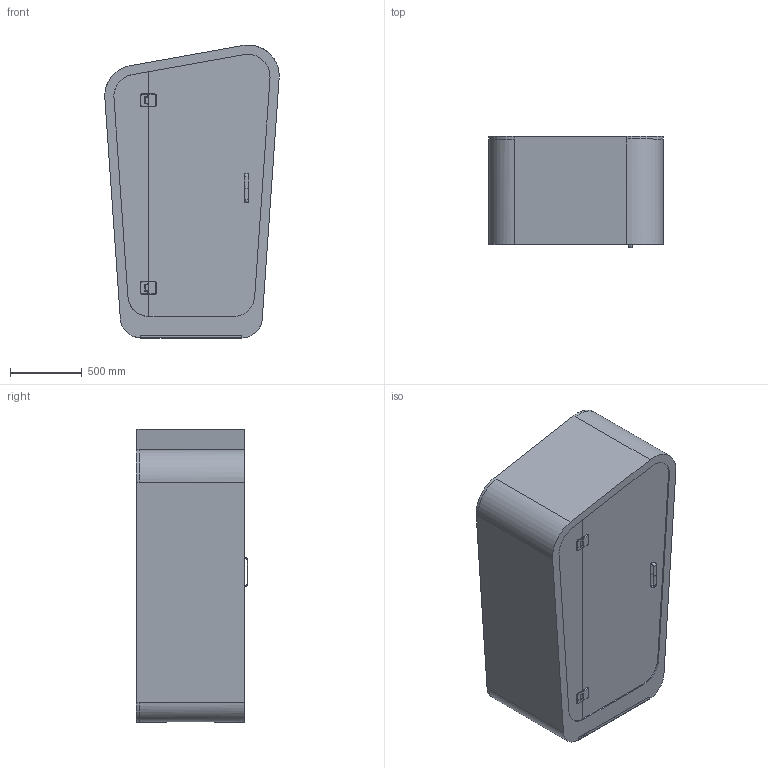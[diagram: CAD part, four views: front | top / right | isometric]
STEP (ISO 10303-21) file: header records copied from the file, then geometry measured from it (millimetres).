
FILE_DESCRIPTION(/* description */ (''),/* implementation_level */ '2;1');
FILE_NAME(/* name */ 'LOOP_C~1',/* time_stamp */ '2017-11-03T13:37:18-06:00',/* author */ (''),/* organization */ (''),/* preprocessor_version */ 'ST-DEVELOPER v15',/* originating_system */ '',/* authorisation */ '');
FILE_SCHEMA (('AUTOMOTIVE_DESIGN'));
Length unit declared in the file: inch
Products named in the file (1): Document
Bounding box: 1216.69 x 777.01 x 2051.01 mm (x, y, z)
Volume: 382147421.7 mm3; surface area: 16898229.1 mm2
Topology: 14 solids, 14 shells, 269 faces, 649 edges, 412 vertices
Faces by surface type: plane 153, bspline 116
Entity records: 8675 total; most frequent: CARTESIAN_POINT 4419, ORIENTED_EDGE 1284, EDGE_CURVE 642, VERTEX_POINT 404, B_SPLINE_CURVE_WITH_KNOTS 391, EDGE_LOOP 294, ADVANCED_FACE 269, FACE_OUTER_BOUND 269
